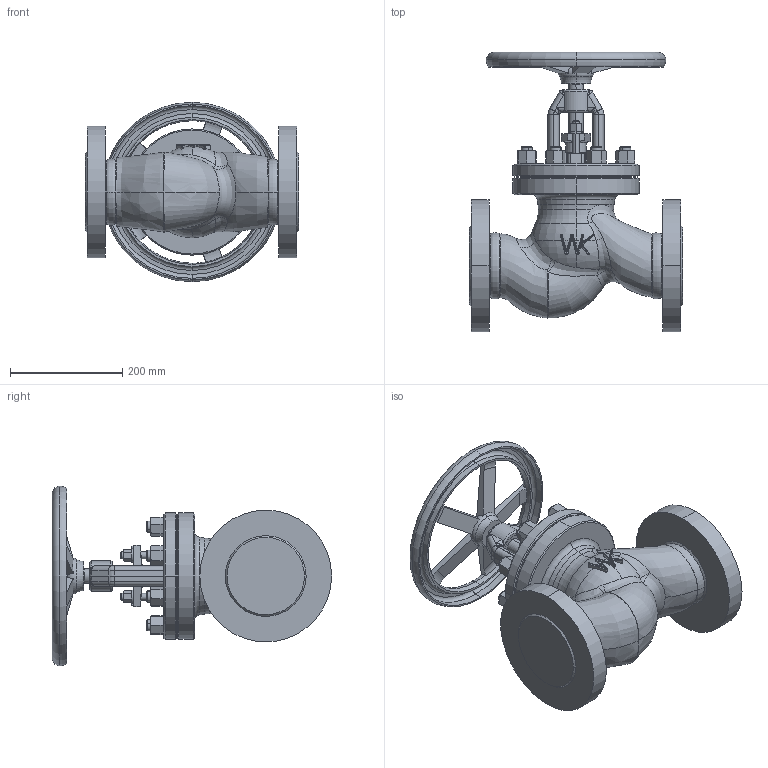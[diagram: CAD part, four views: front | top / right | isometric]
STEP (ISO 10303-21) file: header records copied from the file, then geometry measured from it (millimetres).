
FILE_DESCRIPTION (( 'STEP AP214' ), '1' );
FILE_NAME ('[80] 530 DN80 3-6249 katalog uproszczony.STEP', '2015-03-19T06:34:25', ( '' ), ( '' ), 'SwSTEP 2.0', 'SolidWorks 2015', '' );
FILE_SCHEMA (( 'AUTOMOTIVE_DESIGN' ));
Length unit declared in the file: millimetre
Products named in the file (1): [80] 530 DN80 3-6249 katalog uproszczony
Bounding box: 380 x 498 x 320 mm (x, y, z)
Volume: 11560262.6 mm3; surface area: 759150.3 mm2
Topology: 1 solids, 5 shells, 769 faces, 1872 edges, 1113 vertices
Faces by surface type: plane 227, cone 198, cylinder 181, bspline 81, torus 63, sphere 19
Entity records: 45520 total; most frequent: CARTESIAN_POINT 23566, ORIENTED_EDGE 3682, DIRECTION 3257, EDGE_CURVE 1841, AXIS2_PLACEMENT_3D 1367, VERTEX_POINT 1113, EDGE_LOOP 838, ADVANCED_FACE 769
